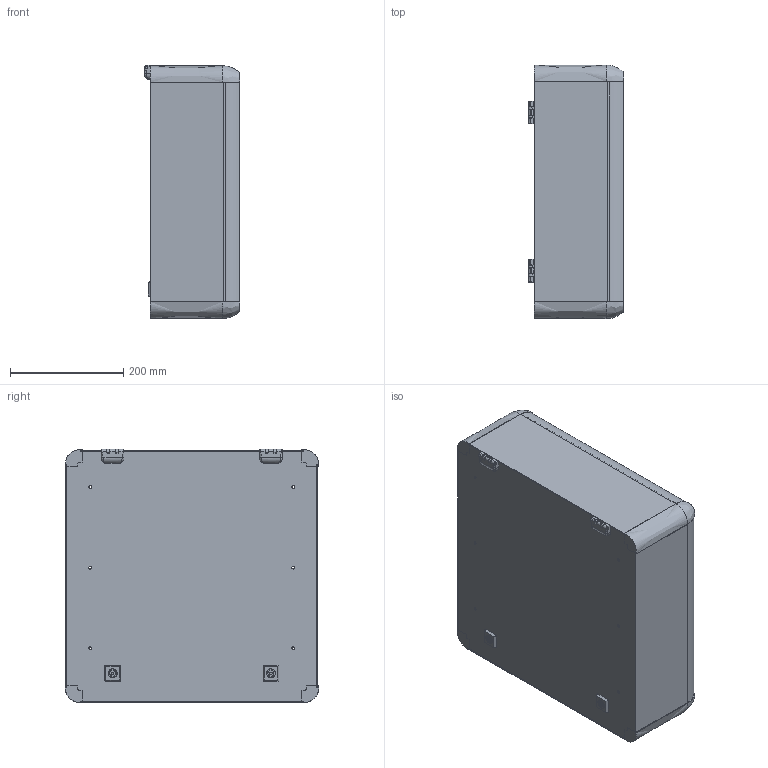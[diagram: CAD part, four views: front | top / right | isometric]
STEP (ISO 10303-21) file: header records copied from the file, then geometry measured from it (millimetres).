
FILE_DESCRIPTION (( 'STEP AP214' ), '1' );
FILE_NAME ('ECO.1500.0008(400x400) (2).STEP', '2024-08-15T15:16:25', ( '' ), ( '' ), 'SwSTEP 2.0', 'SolidWorks 2023', '' );
FILE_SCHEMA (( 'AUTOMOTIVE_DESIGN' ));
Length unit declared in the file: inch
Products named in the file (1): ECO.1500.0008(400x400) (2)
Bounding box: 168.55 x 448.34 x 447.91 mm (x, y, z)
Volume: 2468298.2 mm3; surface area: 1658544.1 mm2
Topology: 13 solids, 17 shells, 3064 faces, 8523 edges, 5366 vertices
Faces by surface type: plane 1150, cylinder 1116, cone 398, bspline 217, torus 161, sphere 22
Full cylindrical faces by diameter (mm): 5 x6, 7 x4, 13.5 x2, 16 x2, 71 x1
Entity records: 110905 total; most frequent: CARTESIAN_POINT 34249, ORIENTED_EDGE 16852, DIRECTION 15409, EDGE_CURVE 8426, AXIS2_PLACEMENT_3D 5646, VERTEX_POINT 5353, VECTOR 4117, LINE 4117
